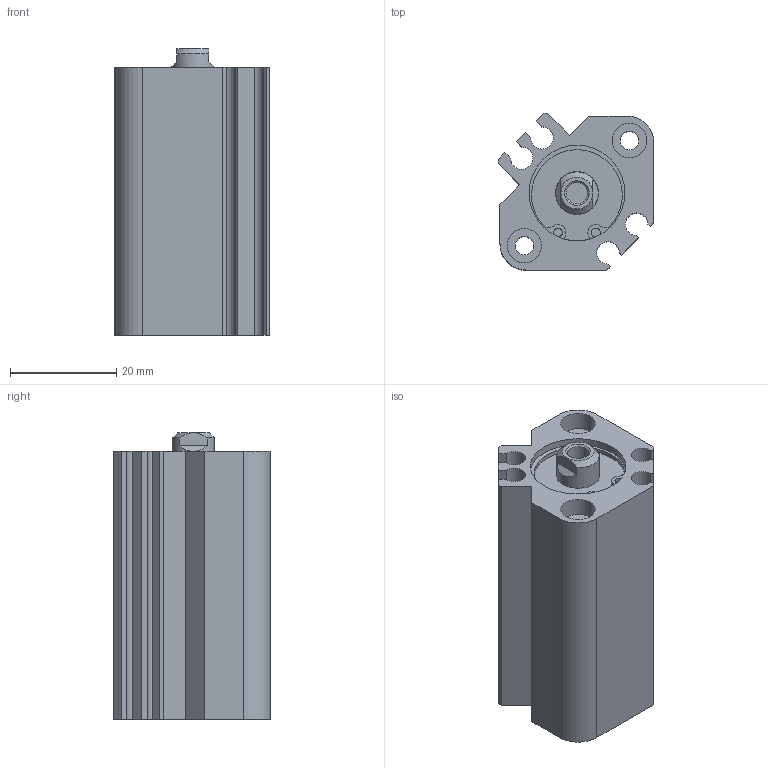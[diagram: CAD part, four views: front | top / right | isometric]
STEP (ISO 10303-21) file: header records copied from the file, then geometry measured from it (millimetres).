
FILE_DESCRIPTION(('STEP AP214'),'1');
FILE_NAME('CA.11.18.004.stp','2017-05-12T13:25:58',(' '),(' '),'Spatial InterOp 3D',' ',' ');
FILE_SCHEMA(('automotive_design'));
Length unit declared in the file: millimetre
Products named in the file (4): CDQ2B16-20DZ.step_CQ2 SnapRing_16; CDQ2B16-20DZ.step_CQ22031Rods_16; CDQ2B16-20DZ.step_CQ2Tube_16BD
Assembly tree (3 placements, depth 2):
  (unnamed)
    CDQ2B16-20DZ.step_CQ2 SnapRing_16
    CDQ2B16-20DZ.step_CQ22031Rods_16
    CDQ2B16-20DZ.step_CQ2Tube_16BD
Bounding box: 29.35 x 29.49 x 54 mm (x, y, z)
Volume: 28321 mm3; surface area: 14626.2 mm2
Topology: 3 solids, 3 shells, 129 faces, 325 edges, 210 vertices
Faces by surface type: cylinder 68, plane 53, cone 8
Entity records: 5035 total; most frequent: DIRECTION 729, CARTESIAN_POINT 692, ORIENTED_EDGE 642, EDGE_CURVE 321, AXIS2_PLACEMENT_3D 283, VERTEX_POINT 210, LINE 163, VECTOR 163
